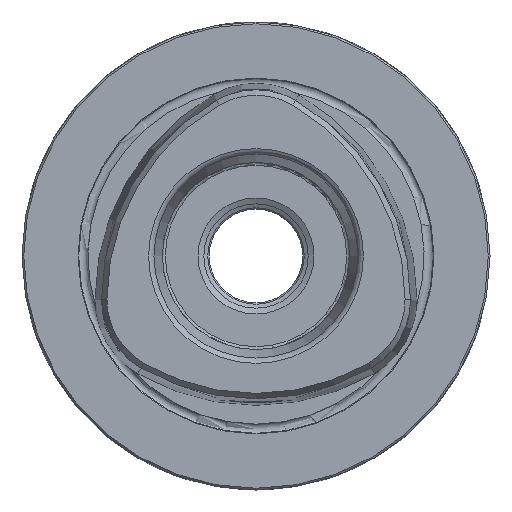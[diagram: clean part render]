
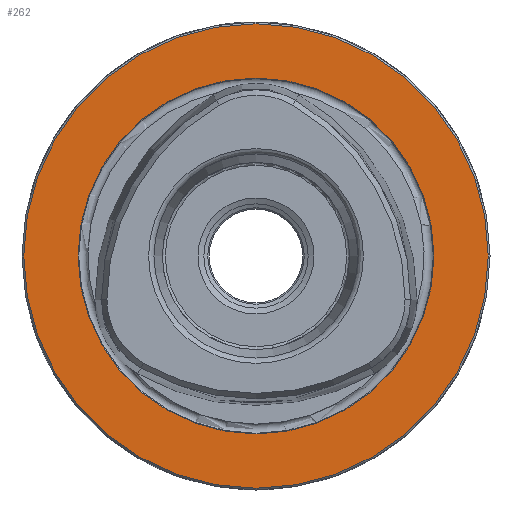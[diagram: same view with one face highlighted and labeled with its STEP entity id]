
A CAD part, left-side view. The second image highlights one B-rep face of the part: STEP entity #262.
In plain terms, the highlighted planar face has unit normal (-1, 0, 0).
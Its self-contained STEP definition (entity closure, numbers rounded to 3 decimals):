
#262 = ADVANCED_FACE( '', ( #591, #592 ), #593, .T. );
#591 = FACE_OUTER_BOUND( '', #962, .T. );
#592 = FACE_BOUND( '', #963, .T. );
#593 = PLANE( '', #964 );
#962 = EDGE_LOOP( '', ( #1630 ) );
#963 = EDGE_LOOP( '', ( #1631 ) );
#964 = AXIS2_PLACEMENT_3D( '', #1632, #1633, #1634 );
#1630 = ORIENTED_EDGE( '', *, *, #1995, .T. );
#1631 = ORIENTED_EDGE( '', *, *, #1929, .F. );
#1632 = CARTESIAN_POINT( '', ( 0., 0., 30.25 ) );
#1633 = DIRECTION( '', ( -1., 0., 0. ) );
#1634 = DIRECTION( '', ( 0., 0., 1. ) );
#1929 = EDGE_CURVE( '', #2254, #2254, #2255, .T. );
#1995 = EDGE_CURVE( '', #2363, #2363, #2364, .T. );
#2254 = VERTEX_POINT( '', #2790 );
#2255 = CIRCLE( '', #2791, 30.414 );
#2363 = VERTEX_POINT( '', #3105 );
#2364 = CIRCLE( '', #3106, 39.7 );
#2790 = CARTESIAN_POINT( '', ( 0., 0., 30.414 ) );
#2791 = AXIS2_PLACEMENT_3D( '', #3941, #3942, #3943 );
#3105 = CARTESIAN_POINT( '', ( 0., 0., 39.7 ) );
#3106 = AXIS2_PLACEMENT_3D( '', #4038, #4039, #4040 );
#3941 = CARTESIAN_POINT( '', ( 0., 0., 0. ) );
#3942 = DIRECTION( '', ( -1., 0., 0. ) );
#3943 = DIRECTION( '', ( 0., 0., 1. ) );
#4038 = CARTESIAN_POINT( '', ( 0., 0., 0. ) );
#4039 = DIRECTION( '', ( -1., 0., 0. ) );
#4040 = DIRECTION( '', ( 0., 0., 1. ) );
